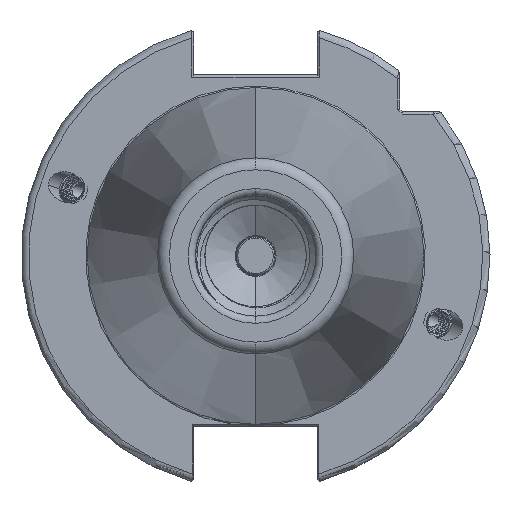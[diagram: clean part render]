
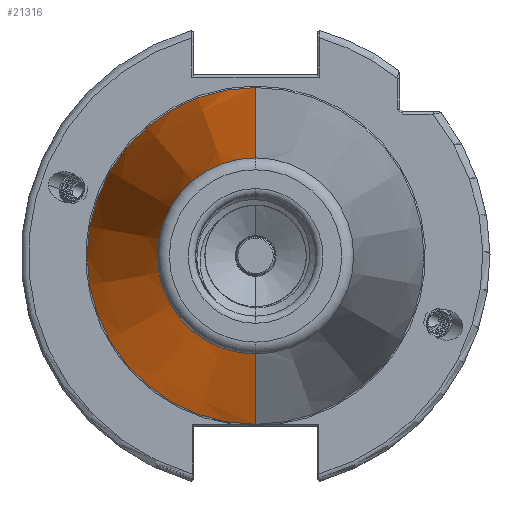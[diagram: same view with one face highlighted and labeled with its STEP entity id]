
A CAD part, left-side view. The second image highlights one B-rep face of the part: STEP entity #21316.
In plain terms, the highlighted conical face has half-angle 8.297 degrees and reference radius 35.392 mm.
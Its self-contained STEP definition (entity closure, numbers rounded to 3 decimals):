
#6072 = AXIS2_PLACEMENT_3D ( 'NONE', #19083, #19090, #19084 ) ;
#6073 = AXIS2_PLACEMENT_3D ( 'NONE', #19130, #19112, #19113 ) ;
#6082 = AXIS2_PLACEMENT_3D ( 'NONE', #19092, #19085, #19068 ) ;
#9014 = CARTESIAN_POINT ( 'NONE',  ( -2.5, 35.027, 0. ) ) ;
#9042 = CARTESIAN_POINT ( 'NONE',  ( -2.5, 0., 35.027 ) ) ;
#9055 = CARTESIAN_POINT ( 'NONE',  ( -102.811, 0., 20.399 ) ) ;
#9064 = CARTESIAN_POINT ( 'NONE',  ( -102.811, 0., -20.399 ) ) ;
#9096 = CARTESIAN_POINT ( 'NONE',  ( -2.5, 0., -35.027 ) ) ;
#11548 = EDGE_CURVE ( 'NONE', #17773, #17752, #26823, .T. ) ;
#11553 = EDGE_CURVE ( 'NONE', #17752, #17733, #26809, .T. ) ;
#11554 = EDGE_CURVE ( 'NONE', #17706, #17773, #26816, .T. ) ;
#11555 = EDGE_CURVE ( 'NONE', #17722, #17733, #26783, .T. ) ;
#11571 = EDGE_CURVE ( 'NONE', #17706, #17722, #26793, .T. ) ;
#13440 = ORIENTED_EDGE ( 'NONE', *, *, #11571, .T. ) ;
#13447 = ORIENTED_EDGE ( 'NONE', *, *, #11553, .F. ) ;
#13488 = ORIENTED_EDGE ( 'NONE', *, *, #11554, .F. ) ;
#13501 = ORIENTED_EDGE ( 'NONE', *, *, #11548, .F. ) ;
#13609 = ORIENTED_EDGE ( 'NONE', *, *, #11555, .T. ) ;
#17706 = VERTEX_POINT ( 'NONE', #9064 ) ;
#17722 = VERTEX_POINT ( 'NONE', #9055 ) ;
#17733 = VERTEX_POINT ( 'NONE', #9042 ) ;
#17752 = VERTEX_POINT ( 'NONE', #9014 ) ;
#17773 = VERTEX_POINT ( 'NONE', #9096 ) ;
#18076 = AXIS2_PLACEMENT_3D ( 'NONE', #25151, #25146, #25180 ) ;
#19066 = DIRECTION ( 'NONE',  ( 0.99, 0., -0.144 ) ) ;
#19068 = DIRECTION ( 'NONE',  ( 0., 1., 0. ) ) ;
#19080 = CARTESIAN_POINT ( 'NONE',  ( 0., 0., -35.392 ) ) ;
#19083 = CARTESIAN_POINT ( 'NONE',  ( -2.5, 0., 0. ) ) ;
#19084 = DIRECTION ( 'NONE',  ( 0., 1., 0. ) ) ;
#19085 = DIRECTION ( 'NONE',  ( 1., 0., 0. ) ) ;
#19087 = CARTESIAN_POINT ( 'NONE',  ( 0., 0., 35.392 ) ) ;
#19088 = DIRECTION ( 'NONE',  ( 0.99, 0., 0.144 ) ) ;
#19090 = DIRECTION ( 'NONE',  ( 1., 0., 0. ) ) ;
#19092 = CARTESIAN_POINT ( 'NONE',  ( -2.5, 0., 0. ) ) ;
#19112 = DIRECTION ( 'NONE',  ( 1., 0., 0. ) ) ;
#19113 = DIRECTION ( 'NONE',  ( 0., 0., 1. ) ) ;
#19130 = CARTESIAN_POINT ( 'NONE',  ( -102.811, 0., 0. ) ) ;
#21316 = ADVANCED_FACE ( 'NONE', ( #29839 ), #29835, .T. ) ;
#24287 = EDGE_LOOP ( 'NONE', ( #13440, #13609, #13447, #13501, #13488 ) ) ;
#25146 = DIRECTION ( 'NONE',  ( 1., 0., 0. ) ) ;
#25151 = CARTESIAN_POINT ( 'NONE',  ( 0., 0., 0. ) ) ;
#25180 = DIRECTION ( 'NONE',  ( 0., 0., -1. ) ) ;
#26782 = VECTOR ( 'NONE', #19088, 1000. ) ;
#26783 = LINE ( 'NONE', #19087, #26782 ) ;
#26793 = CIRCLE ( 'NONE', #6073, 20.399 ) ;
#26798 = VECTOR ( 'NONE', #19066, 1000. ) ;
#26809 = CIRCLE ( 'NONE', #6072, 35.027 ) ;
#26816 = LINE ( 'NONE', #19080, #26798 ) ;
#26823 = CIRCLE ( 'NONE', #6082, 35.027 ) ;
#29835 = CONICAL_SURFACE ( 'NONE', #18076, 35.392, 0.145 ) ;
#29839 = FACE_OUTER_BOUND ( 'NONE', #24287, .T. ) ;
